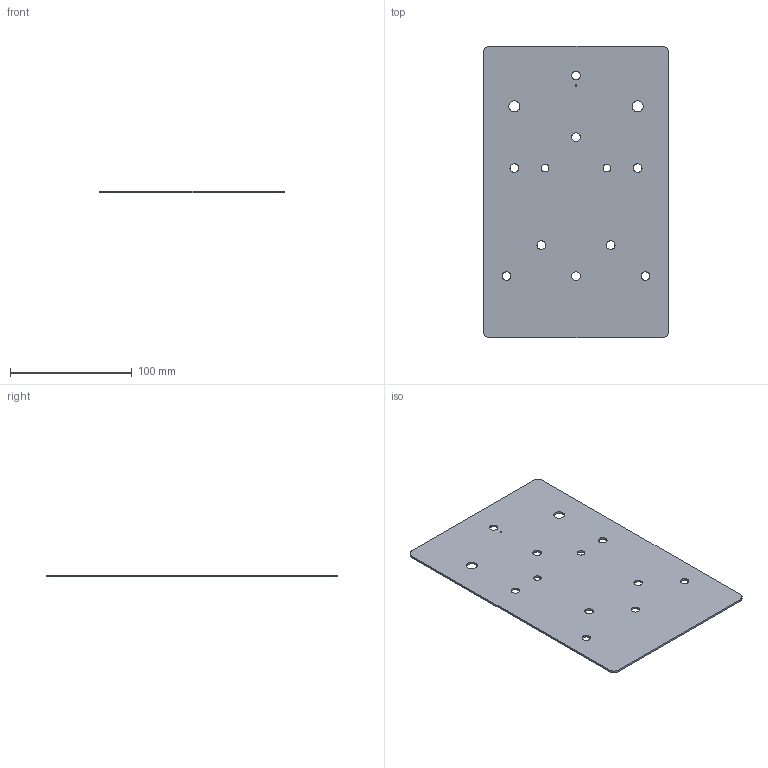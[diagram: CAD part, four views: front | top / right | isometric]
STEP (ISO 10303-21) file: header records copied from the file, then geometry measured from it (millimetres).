
FILE_DESCRIPTION(('KiCad electronic assembly'),'2;1');
FILE_NAME('VCF_VCA_pcb_panel-3D.step','2022-08-10T11:57:42',('Pcbnew'),( 'Kicad'),'Open CASCADE STEP processor 7.5','KiCad to STEP converter' ,'Unknown');
FILE_SCHEMA(('AUTOMOTIVE_DESIGN { 1 0 10303 214 1 1 1 1 }'));
Length unit declared in the file: millimetre
Products named in the file (2): VCF_VCA_pcb_panel-3D 1; VCF_VCA_pcb_panel PCB
Assembly tree (1 placements, depth 2):
  VCF_VCA_pcb_panel-3D 1
    VCF_VCA_pcb_panel PCB
Bounding box: 152.4 x 240.03 x 1.6 mm (x, y, z)
Volume: 57617.2 mm3; surface area: 73743.8 mm2
Topology: 1 solids, 1 shells, 24 faces, 66 edges, 44 vertices
Faces by surface type: cylinder 18, plane 6
Full cylindrical faces by diameter (mm): 1 x1, 6.35 x2, 7.1 x9, 9 x2
Entity records: 1855 total; most frequent: CARTESIAN_POINT 484, DIRECTION 250, ORIENTED_EDGE 132, PCURVE 132, DEFINITIONAL_REPRESENTATION 132, LINE 126, VECTOR 126, EDGE_CURVE 66
